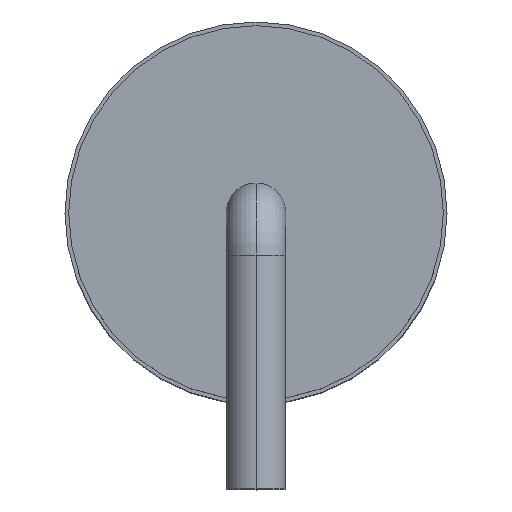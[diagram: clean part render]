
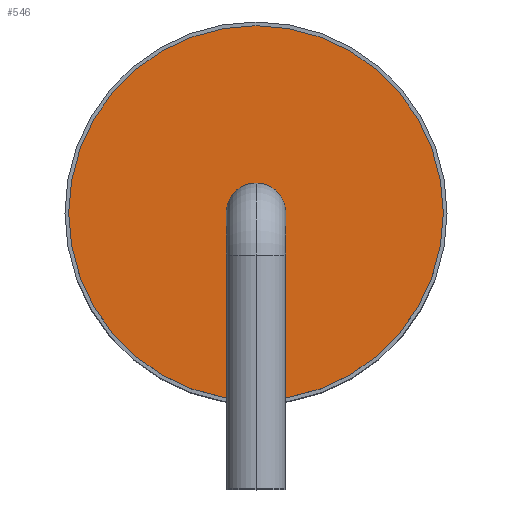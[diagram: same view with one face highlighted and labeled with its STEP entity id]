
A CAD part, top view. The second image highlights one B-rep face of the part: STEP entity #546.
In plain terms, the highlighted planar face has unit normal (0, 0, 1).
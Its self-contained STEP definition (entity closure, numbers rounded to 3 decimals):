
#32 = EDGE_CURVE ( 'NONE', #297, #318, #73, .T. ) ;
#50 = CARTESIAN_POINT ( 'NONE',  ( 0., 0., 4.5 ) ) ;
#61 = DIRECTION ( 'NONE',  ( 0., 0., 1. ) ) ;
#73 = CIRCLE ( 'NONE', #691, 4.411 ) ;
#95 = EDGE_LOOP ( 'NONE', ( #493, #363 ) ) ;
#101 = CARTESIAN_POINT ( 'NONE',  ( -4.411, 0., 4.5 ) ) ;
#108 = DIRECTION ( 'NONE',  ( 1., 0., 0. ) ) ;
#124 = CARTESIAN_POINT ( 'NONE',  ( 0., 0., 4.5 ) ) ;
#179 = VERTEX_POINT ( 'NONE', #294 ) ;
#246 = CARTESIAN_POINT ( 'NONE',  ( 0., 0., 4.5 ) ) ;
#260 = PLANE ( 'NONE',  #275 ) ;
#275 = AXIS2_PLACEMENT_3D ( 'NONE', #50, #515, #581 ) ;
#281 = ORIENTED_EDGE ( 'NONE', *, *, #32, .T. ) ;
#294 = CARTESIAN_POINT ( 'NONE',  ( 0., 0.7, 4.5 ) ) ;
#297 = VERTEX_POINT ( 'NONE', #101 ) ;
#308 = EDGE_LOOP ( 'NONE', ( #808, #281 ) ) ;
#318 = VERTEX_POINT ( 'NONE', #694 ) ;
#332 = DIRECTION ( 'NONE',  ( 1., 0., 0. ) ) ;
#363 = ORIENTED_EDGE ( 'NONE', *, *, #626, .T. ) ;
#378 = AXIS2_PLACEMENT_3D ( 'NONE', #833, #381, #647 ) ;
#381 = DIRECTION ( 'NONE',  ( 0., 0., -1. ) ) ;
#444 = FACE_BOUND ( 'NONE', #95, .T. ) ;
#449 = FACE_OUTER_BOUND ( 'NONE', #308, .T. ) ;
#486 = EDGE_CURVE ( 'NONE', #318, #297, #613, .T. ) ;
#493 = ORIENTED_EDGE ( 'NONE', *, *, #788, .T. ) ;
#498 = DIRECTION ( 'NONE',  ( 1., 0., 0. ) ) ;
#515 = DIRECTION ( 'NONE',  ( 0., 0., 1. ) ) ;
#516 = AXIS2_PLACEMENT_3D ( 'NONE', #685, #807, #108 ) ;
#546 = ADVANCED_FACE ( 'NONE', ( #444, #449 ), #260, .T. ) ;
#570 = CIRCLE ( 'NONE', #516, 0.7 ) ;
#581 = DIRECTION ( 'NONE',  ( 1., 0., 0. ) ) ;
#589 = CIRCLE ( 'NONE', #378, 0.7 ) ;
#613 = CIRCLE ( 'NONE', #817, 4.411 ) ;
#620 = VERTEX_POINT ( 'NONE', #621 ) ;
#621 = CARTESIAN_POINT ( 'NONE',  ( 0., -0.7, 4.5 ) ) ;
#626 = EDGE_CURVE ( 'NONE', #620, #179, #570, .T. ) ;
#647 = DIRECTION ( 'NONE',  ( 1., 0., 0. ) ) ;
#685 = CARTESIAN_POINT ( 'NONE',  ( 0., 0., 4.5 ) ) ;
#691 = AXIS2_PLACEMENT_3D ( 'NONE', #124, #700, #498 ) ;
#694 = CARTESIAN_POINT ( 'NONE',  ( 4.411, 0., 4.5 ) ) ;
#700 = DIRECTION ( 'NONE',  ( 0., 0., 1. ) ) ;
#788 = EDGE_CURVE ( 'NONE', #179, #620, #589, .T. ) ;
#807 = DIRECTION ( 'NONE',  ( 0., 0., -1. ) ) ;
#808 = ORIENTED_EDGE ( 'NONE', *, *, #486, .T. ) ;
#817 = AXIS2_PLACEMENT_3D ( 'NONE', #246, #61, #332 ) ;
#833 = CARTESIAN_POINT ( 'NONE',  ( 0., 0., 4.5 ) ) ;
